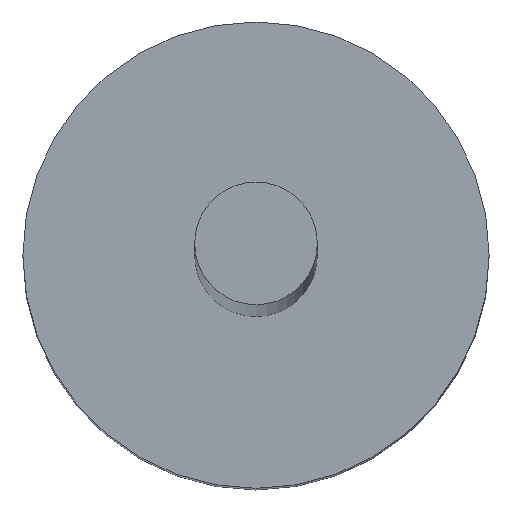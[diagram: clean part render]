
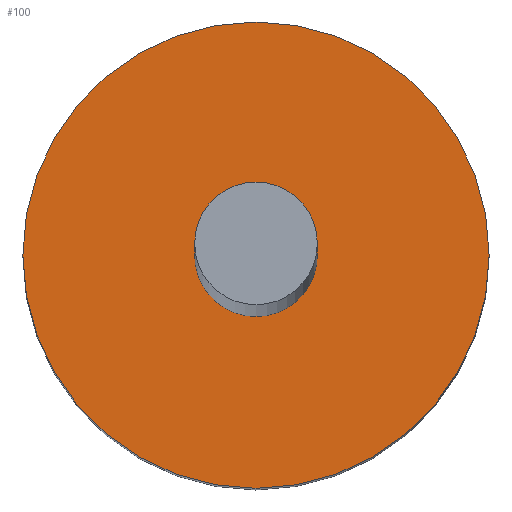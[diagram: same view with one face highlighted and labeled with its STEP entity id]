
A CAD part, top view. The second image highlights one B-rep face of the part: STEP entity #100.
In plain terms, the highlighted planar face has unit normal (0, 0, 1).
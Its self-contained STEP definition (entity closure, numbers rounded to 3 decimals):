
#100=ADVANCED_FACE('',(#111,#112),#107,.T.);
#107=PLANE('',#166);
#111=FACE_BOUND('',#121,.T.);
#112=FACE_BOUND('',#122,.T.);
#121=EDGE_LOOP('',(#133));
#122=EDGE_LOOP('',(#134));
#133=ORIENTED_EDGE('',*,*,#151,.F.);
#134=ORIENTED_EDGE('',*,*,#152,.F.);
#145=VERTEX_POINT('',#207);
#146=VERTEX_POINT('',#209);
#151=EDGE_CURVE('',#145,#145,#157,.T.);
#152=EDGE_CURVE('',#146,#146,#158,.T.);
#157=CIRCLE('',#164,0.25);
#158=CIRCLE('',#165,0.95);
#164=AXIS2_PLACEMENT_3D('',#206,#179,#180);
#165=AXIS2_PLACEMENT_3D('',#208,#181,#182);
#166=AXIS2_PLACEMENT_3D('',#210,#183,#184);
#179=DIRECTION('',(0.,0.,1.));
#180=DIRECTION('',(1.,0.,0.));
#181=DIRECTION('',(0.,0.,-1.));
#182=DIRECTION('',(-1.,0.,0.));
#183=DIRECTION('',(0.,0.,1.));
#184=DIRECTION('',(1.,0.,0.));
#206=CARTESIAN_POINT('',(0.,0.,3.9));
#207=CARTESIAN_POINT('',(0.25,0.,3.9));
#208=CARTESIAN_POINT('',(0.,0.,3.9));
#209=CARTESIAN_POINT('',(-0.95,0.,3.9));
#210=CARTESIAN_POINT('',(0.,0.,3.9));
